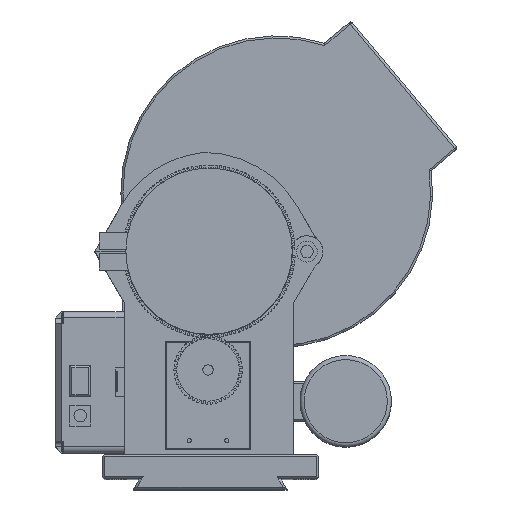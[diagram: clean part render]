
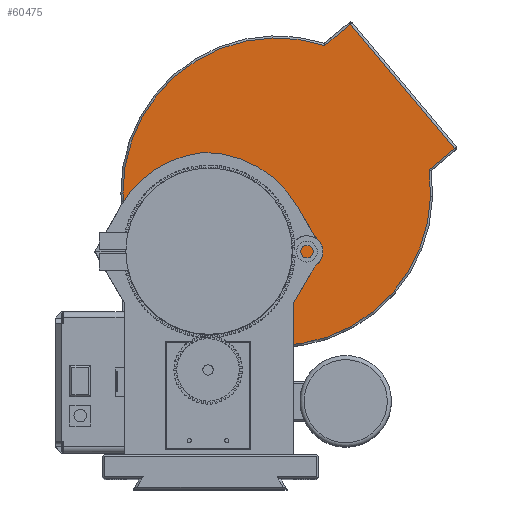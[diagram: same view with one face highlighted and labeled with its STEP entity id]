
A CAD part, top view. The second image highlights one B-rep face of the part: STEP entity #60475.
In plain terms, the highlighted planar face has unit normal (0, 0, 1).
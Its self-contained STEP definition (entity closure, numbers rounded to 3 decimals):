
#60415=CARTESIAN_POINT('',(32.578,28.838,42.5));
#60416=DIRECTION('',(0.,0.,-1.));
#60417=DIRECTION('',(0.643,-0.766,0.));
#60418=AXIS2_PLACEMENT_3D('',#60415,#60416,#60417);
#60419=PLANE('',#60418);
#60420=CARTESIAN_POINT('',(-4.132,20.47,42.5));
#60421=VERTEX_POINT('',#60420);
#60422=CARTESIAN_POINT('',(-16.572,-13.709,42.5));
#60423=VERTEX_POINT('',#60422);
#60424=CARTESIAN_POINT('',(-0.485,-0.211,42.5));
#60425=DIRECTION('',(-0.,-0.,-1.));
#60426=DIRECTION('',(-0.174,0.985,0.));
#60427=AXIS2_PLACEMENT_3D('',#60424,#60425,#60426);
#60428=CIRCLE('',#60427,21.);
#60429=EDGE_CURVE('',#60421,#60423,#60428,.T.);
#60430=ORIENTED_EDGE('',*,*,#60429,.T.);
#60431=CARTESIAN_POINT('',(-0.485,-0.211,42.5));
#60432=DIRECTION('',(-0.,-0.,-1.));
#60433=DIRECTION('',(-0.174,0.985,0.));
#60434=AXIS2_PLACEMENT_3D('',#60431,#60432,#60433);
#60435=CIRCLE('',#60434,21.);
#60436=EDGE_CURVE('',#60423,#60421,#60435,.T.);
#60437=ORIENTED_EDGE('',*,*,#60436,.T.);
#60438=EDGE_LOOP('',(#60430,#60437));
#60439=FACE_BOUND('',#60438,.T.);
#60440=CARTESIAN_POINT('',(68.027,109.494,42.5));
#60441=VERTEX_POINT('',#60440);
#60442=CARTESIAN_POINT('',(55.685,99.138,42.5));
#60443=VERTEX_POINT('',#60442);
#60444=CARTESIAN_POINT('',(68.027,109.494,42.5));
#60445=DIRECTION('',(-0.766,-0.643,0.));
#60446=VECTOR('',#60445,16.111);
#60447=LINE('',#60444,#60446);
#60448=EDGE_CURVE('',#60441,#60443,#60447,.T.);
#60449=ORIENTED_EDGE('',*,*,#60448,.T.);
#60450=CARTESIAN_POINT('',(105.822,39.387,42.5));
#60451=VERTEX_POINT('',#60450);
#60452=CARTESIAN_POINT('',(32.578,28.838,42.5));
#60453=DIRECTION('',(-0.,-0.,1.));
#60454=DIRECTION('',(0.174,-0.985,0.));
#60455=AXIS2_PLACEMENT_3D('',#60452,#60453,#60454);
#60456=CIRCLE('',#60455,74.);
#60457=EDGE_CURVE('',#60443,#60451,#60456,.T.);
#60458=ORIENTED_EDGE('',*,*,#60457,.T.);
#60459=CARTESIAN_POINT('',(118.164,49.743,42.5));
#60460=VERTEX_POINT('',#60459);
#60461=CARTESIAN_POINT('',(105.822,39.387,42.5));
#60462=DIRECTION('',(0.766,0.643,-0.));
#60463=VECTOR('',#60462,16.111);
#60464=LINE('',#60461,#60463);
#60465=EDGE_CURVE('',#60451,#60460,#60464,.T.);
#60466=ORIENTED_EDGE('',*,*,#60465,.T.);
#60467=CARTESIAN_POINT('',(118.164,49.743,42.5));
#60468=DIRECTION('',(-0.643,0.766,-0.));
#60469=VECTOR('',#60468,78.);
#60470=LINE('',#60467,#60469);
#60471=EDGE_CURVE('',#60460,#60441,#60470,.T.);
#60472=ORIENTED_EDGE('',*,*,#60471,.T.);
#60473=EDGE_LOOP('',(#60449,#60458,#60466,#60472));
#60474=FACE_BOUND('',#60473,.T.);
#60475=ADVANCED_FACE('',(#60439,#60474),#60419,.F.);
